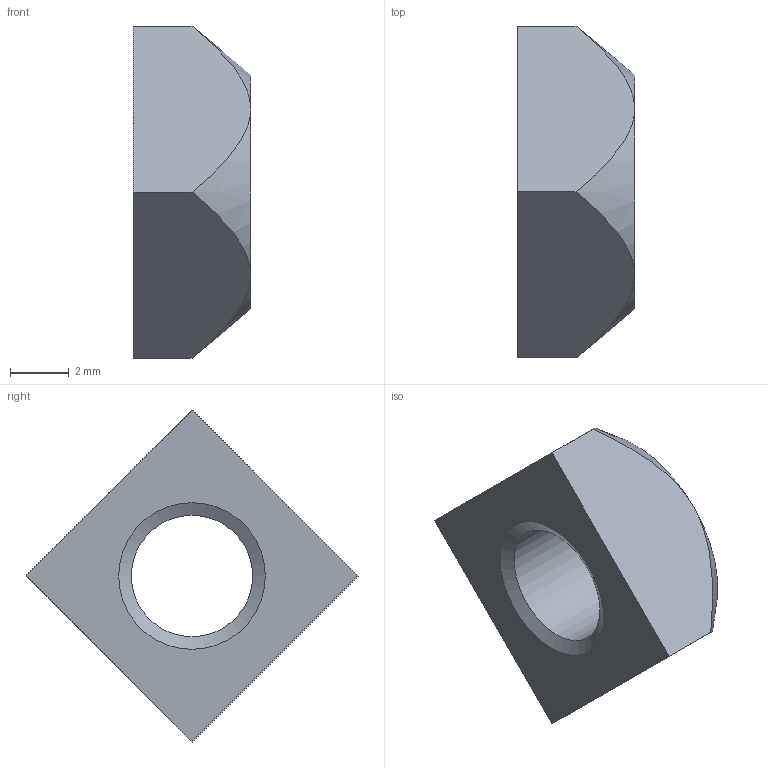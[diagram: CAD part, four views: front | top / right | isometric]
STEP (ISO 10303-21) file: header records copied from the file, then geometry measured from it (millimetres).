
FILE_DESCRIPTION(/* description */ ('Gleitmutter 8x8 M05 verzinkt'),/* implementation_level */ '2;1');
FILE_NAME(/* name */ 'ZEI_CAD_211382-0-REV00_#SALL_#AIN_#V1.step',/* time_stamp */ '2022-09-15T21:05:07+02:00',/* author */ ('MiniTec'),/* organization */ ('MiniTec GmbH & Co.KG'),/* preprocessor_version */ 'ST-DEVELOPER v18.1',/* originating_system */ 'Autodesk Inventor 2021',/* authorisation */ '');
FILE_SCHEMA (('CONFIG_CONTROL_DESIGN'));
Length unit declared in the file: millimetre
Products named in the file (1): leer
Bounding box: 4 x 11.31 x 11.31 mm (x, y, z)
Volume: 192.5 mm3; surface area: 261.5 mm2
Topology: 1 solids, 1 shells, 13 faces, 28 edges, 17 vertices
Faces by surface type: cone 6, plane 6, cylinder 1
Full cylindrical faces by diameter (mm): 4.134 x1
Entity records: 388 total; most frequent: CARTESIAN_POINT 75, DIRECTION 57, ORIENTED_EDGE 56, EDGE_CURVE 28, AXIS2_PLACEMENT_3D 23, VERTEX_POINT 17, EDGE_LOOP 15, FACE_OUTER_BOUND 13
